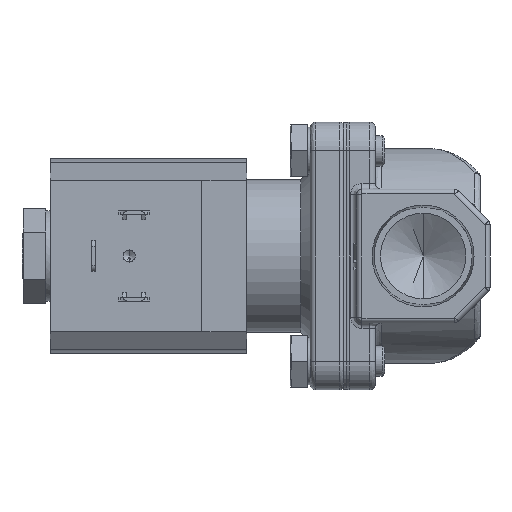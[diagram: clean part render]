
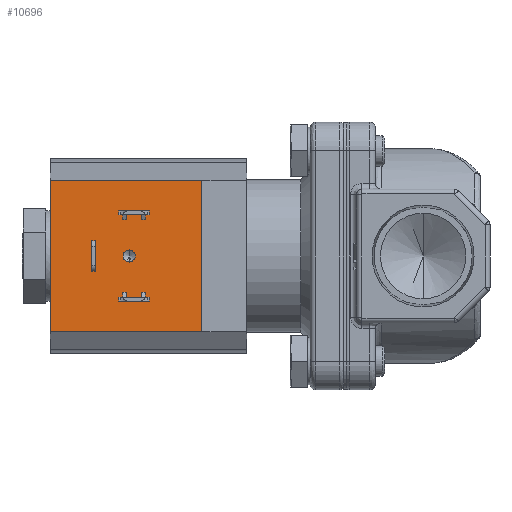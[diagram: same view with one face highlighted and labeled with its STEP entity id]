
A CAD part, left-side view. The second image highlights one B-rep face of the part: STEP entity #10696.
In plain terms, the highlighted planar face has unit normal (-1, 0, 0).
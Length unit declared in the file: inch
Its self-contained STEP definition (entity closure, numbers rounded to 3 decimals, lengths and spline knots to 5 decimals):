
#27 = VECTOR ( 'NONE', #2458, 39.37008 ) ;
#91 = LINE ( 'NONE', #16367, #13092 ) ;
#211 = FACE_BOUND ( 'NONE', #13842, .T. ) ;
#258 = EDGE_CURVE ( 'NONE', #3326, #1638, #15920, .T. ) ;
#265 = CARTESIAN_POINT ( 'NONE',  ( -0.982, 1.85, -0.339 ) ) ;
#454 = DIRECTION ( 'NONE',  ( 0., 0., 1. ) ) ;
#507 = CARTESIAN_POINT ( 'NONE',  ( -0.982, 1.6, 0.371 ) ) ;
#839 = VECTOR ( 'NONE', #3242, 39.37008 ) ;
#947 = CARTESIAN_POINT ( 'NONE',  ( -0.982, 1.7654, 0. ) ) ;
#1153 = VERTEX_POINT ( 'NONE', #507 ) ;
#1486 = AXIS2_PLACEMENT_3D ( 'NONE', #11938, #8252, #2728 ) ;
#1638 = VERTEX_POINT ( 'NONE', #8668 ) ;
#1815 = DIRECTION ( 'NONE',  ( 0., 0., 1. ) ) ;
#1863 = CARTESIAN_POINT ( 'NONE',  ( -0.982, 2.075, 0.1265 ) ) ;
#1867 = ORIENTED_EDGE ( 'NONE', *, *, #9134, .T. ) ;
#1928 = CARTESIAN_POINT ( 'NONE',  ( -0.982, 2.043, 0.1265 ) ) ;
#2171 = CARTESIAN_POINT ( 'NONE',  ( -0.982, 1.6, 0.339 ) ) ;
#2369 = DIRECTION ( 'NONE',  ( 0., 1., 0. ) ) ;
#2426 = EDGE_CURVE ( 'NONE', #6564, #10736, #11091, .T. ) ;
#2458 = DIRECTION ( 'NONE',  ( 0., 0., 1. ) ) ;
#2470 = DIRECTION ( 'NONE',  ( 0., 1., 0. ) ) ;
#2728 = DIRECTION ( 'NONE',  ( 0., 0., 1. ) ) ;
#2747 = CARTESIAN_POINT ( 'NONE',  ( -0.982, 1.85, -0.625 ) ) ;
#2803 = ORIENTED_EDGE ( 'NONE', *, *, #3377, .T. ) ;
#3023 = CARTESIAN_POINT ( 'NONE',  ( -0.982, 1.7654, -0.04975 ) ) ;
#3235 = VECTOR ( 'NONE', #12981, 39.37008 ) ;
#3242 = DIRECTION ( 'NONE',  ( 0., 0., -1. ) ) ;
#3245 = LINE ( 'NONE', #1863, #10775 ) ;
#3248 = EDGE_CURVE ( 'NONE', #3591, #6121, #3245, .T. ) ;
#3326 = VERTEX_POINT ( 'NONE', #14787 ) ;
#3377 = EDGE_CURVE ( 'NONE', #7568, #6121, #12275, .T. ) ;
#3553 = CARTESIAN_POINT ( 'NONE',  ( -0.982, 2.416, 0. ) ) ;
#3591 = VERTEX_POINT ( 'NONE', #1928 ) ;
#3890 = VERTEX_POINT ( 'NONE', #265 ) ;
#3976 = LINE ( 'NONE', #9206, #14346 ) ;
#4076 = VECTOR ( 'NONE', #5266, 39.37008 ) ;
#4224 = PLANE ( 'NONE',  #15202 ) ;
#4452 = DIRECTION ( 'NONE',  ( 0., -1., 0. ) ) ;
#4666 = CARTESIAN_POINT ( 'NONE',  ( -0.982, 1.85, -0.371 ) ) ;
#4735 = CARTESIAN_POINT ( 'NONE',  ( -0.982, 2.075, -0.625 ) ) ;
#4982 = CARTESIAN_POINT ( 'NONE',  ( -0.982, 2.075, -0.1265 ) ) ;
#5062 = CARTESIAN_POINT ( 'NONE',  ( -0.982, 2.416, 0.625 ) ) ;
#5260 = CARTESIAN_POINT ( 'NONE',  ( -0.982, 1.166, -0.339 ) ) ;
#5266 = DIRECTION ( 'NONE',  ( 0., 1., 0. ) ) ;
#5421 = ORIENTED_EDGE ( 'NONE', *, *, #10604, .T. ) ;
#5501 = FACE_BOUND ( 'NONE', #16046, .T. ) ;
#5522 = AXIS2_PLACEMENT_3D ( 'NONE', #947, #8970, #6240 ) ;
#5596 = CARTESIAN_POINT ( 'NONE',  ( -0.982, 1.6, -0.371 ) ) ;
#6121 = VERTEX_POINT ( 'NONE', #15304 ) ;
#6144 = EDGE_CURVE ( 'NONE', #10736, #15521, #6472, .T. ) ;
#6240 = DIRECTION ( 'NONE',  ( 0., 0., 1. ) ) ;
#6262 = VECTOR ( 'NONE', #2369, 39.37008 ) ;
#6329 = CARTESIAN_POINT ( 'NONE',  ( -0.982, 1.166, -0.625 ) ) ;
#6463 = ORIENTED_EDGE ( 'NONE', *, *, #9944, .T. ) ;
#6472 = LINE ( 'NONE', #16864, #4076 ) ;
#6542 = CARTESIAN_POINT ( 'NONE',  ( -0.982, 1.85, 0.371 ) ) ;
#6564 = VERTEX_POINT ( 'NONE', #11843 ) ;
#6602 = CARTESIAN_POINT ( 'NONE',  ( -0.982, 2.043, -0.1265 ) ) ;
#6680 = EDGE_CURVE ( 'NONE', #3326, #16938, #11071, .T. ) ;
#6798 = CARTESIAN_POINT ( 'NONE',  ( -0.982, 1.166, -0.625 ) ) ;
#6809 = VECTOR ( 'NONE', #15329, 39.37008 ) ;
#6881 = CARTESIAN_POINT ( 'NONE',  ( -0.982, 1.166, 0.625 ) ) ;
#7568 = VERTEX_POINT ( 'NONE', #10865 ) ;
#7666 = ORIENTED_EDGE ( 'NONE', *, *, #6680, .T. ) ;
#8111 = DIRECTION ( 'NONE',  ( 0., 0., -1. ) ) ;
#8119 = DIRECTION ( 'NONE',  ( 0., 1., 0. ) ) ;
#8252 = DIRECTION ( 'NONE',  ( 1., 0., 0. ) ) ;
#8357 = LINE ( 'NONE', #2747, #12008 ) ;
#8548 = EDGE_CURVE ( 'NONE', #9231, #9385, #9824, .T. ) ;
#8640 = EDGE_CURVE ( 'NONE', #3890, #6564, #13703, .T. ) ;
#8668 = CARTESIAN_POINT ( 'NONE',  ( -0.982, 2.416, -0.625 ) ) ;
#8838 = CARTESIAN_POINT ( 'NONE',  ( -0.982, 1.166, 0.339 ) ) ;
#8970 = DIRECTION ( 'NONE',  ( 1., 0., 0. ) ) ;
#9134 = EDGE_CURVE ( 'NONE', #13134, #7568, #11503, .T. ) ;
#9206 = CARTESIAN_POINT ( 'NONE',  ( -0.982, 2.043, -0.625 ) ) ;
#9231 = VERTEX_POINT ( 'NONE', #11358 ) ;
#9385 = VERTEX_POINT ( 'NONE', #6542 ) ;
#9511 = VECTOR ( 'NONE', #4452, 39.37008 ) ;
#9762 = CARTESIAN_POINT ( 'NONE',  ( -0.982, 1.166, -0.625 ) ) ;
#9781 = CARTESIAN_POINT ( 'NONE',  ( -0.982, 1.6, -0.625 ) ) ;
#9823 = ORIENTED_EDGE ( 'NONE', *, *, #3248, .F. ) ;
#9824 = LINE ( 'NONE', #12492, #13399 ) ;
#9910 = CIRCLE ( 'NONE', #5522, 0.04975 ) ;
#9944 = EDGE_CURVE ( 'NONE', #9385, #1153, #16563, .T. ) ;
#9996 = VERTEX_POINT ( 'NONE', #2171 ) ;
#10118 = VECTOR ( 'NONE', #454, 39.37008 ) ;
#10156 = ORIENTED_EDGE ( 'NONE', *, *, #8548, .T. ) ;
#10190 = EDGE_CURVE ( 'NONE', #1153, #9996, #91, .T. ) ;
#10196 = LINE ( 'NONE', #8838, #13757 ) ;
#10227 = ORIENTED_EDGE ( 'NONE', *, *, #258, .F. ) ;
#10256 = LINE ( 'NONE', #3553, #6809 ) ;
#10604 = EDGE_CURVE ( 'NONE', #16938, #13114, #11520, .T. ) ;
#10696 = ADVANCED_FACE ( 'NONE', ( #5501, #211, #13316, #10740, #15981 ), #4224, .T. ) ;
#10736 = VERTEX_POINT ( 'NONE', #5596 ) ;
#10740 = FACE_BOUND ( 'NONE', #14610, .T. ) ;
#10775 = VECTOR ( 'NONE', #16244, 39.37008 ) ;
#10865 = CARTESIAN_POINT ( 'NONE',  ( -0.982, 2.075, -0.1265 ) ) ;
#10870 = CARTESIAN_POINT ( 'NONE',  ( -0.982, 1.7654, 0.04975 ) ) ;
#10920 = DIRECTION ( 'NONE',  ( 0., 0., 1. ) ) ;
#11071 = LINE ( 'NONE', #9762, #10118 ) ;
#11091 = LINE ( 'NONE', #9781, #839 ) ;
#11297 = ORIENTED_EDGE ( 'NONE', *, *, #10190, .T. ) ;
#11358 = CARTESIAN_POINT ( 'NONE',  ( -0.982, 1.85, 0.339 ) ) ;
#11490 = ORIENTED_EDGE ( 'NONE', *, *, #16311, .T. ) ;
#11503 = LINE ( 'NONE', #4982, #6262 ) ;
#11520 = LINE ( 'NONE', #14260, #14651 ) ;
#11598 = EDGE_CURVE ( 'NONE', #15521, #3890, #8357, .T. ) ;
#11843 = CARTESIAN_POINT ( 'NONE',  ( -0.982, 1.6, -0.339 ) ) ;
#11938 = CARTESIAN_POINT ( 'NONE',  ( -0.982, 1.7654, 0. ) ) ;
#12008 = VECTOR ( 'NONE', #10920, 39.37008 ) ;
#12022 = DIRECTION ( 'NONE',  ( 0., 0., 1. ) ) ;
#12275 = LINE ( 'NONE', #4735, #27 ) ;
#12313 = DIRECTION ( 'NONE',  ( 0., 0., -1. ) ) ;
#12492 = CARTESIAN_POINT ( 'NONE',  ( -0.982, 1.85, -0.625 ) ) ;
#12505 = CARTESIAN_POINT ( 'NONE',  ( -0.982, 1.166, 0.371 ) ) ;
#12668 = VECTOR ( 'NONE', #8119, 39.37008 ) ;
#12886 = ORIENTED_EDGE ( 'NONE', *, *, #2426, .T. ) ;
#12981 = DIRECTION ( 'NONE',  ( 0., -1., 0. ) ) ;
#13092 = VECTOR ( 'NONE', #12313, 39.37008 ) ;
#13114 = VERTEX_POINT ( 'NONE', #5062 ) ;
#13134 = VERTEX_POINT ( 'NONE', #6602 ) ;
#13316 = FACE_OUTER_BOUND ( 'NONE', #14341, .T. ) ;
#13322 = CIRCLE ( 'NONE', #1486, 0.04975 ) ;
#13399 = VECTOR ( 'NONE', #1815, 39.37008 ) ;
#13443 = ORIENTED_EDGE ( 'NONE', *, *, #6144, .T. ) ;
#13506 = DIRECTION ( 'NONE',  ( 0., 1., 0. ) ) ;
#13703 = LINE ( 'NONE', #5260, #3235 ) ;
#13717 = EDGE_LOOP ( 'NONE', ( #11490, #14859 ) ) ;
#13757 = VECTOR ( 'NONE', #13506, 39.37008 ) ;
#13770 = EDGE_CURVE ( 'NONE', #3591, #13134, #3976, .T. ) ;
#13842 = EDGE_LOOP ( 'NONE', ( #2803, #9823, #14045, #1867 ) ) ;
#13925 = VERTEX_POINT ( 'NONE', #10870 ) ;
#14045 = ORIENTED_EDGE ( 'NONE', *, *, #13770, .T. ) ;
#14260 = CARTESIAN_POINT ( 'NONE',  ( -0.982, 1.166, 0.625 ) ) ;
#14341 = EDGE_LOOP ( 'NONE', ( #7666, #5421, #15747, #10227 ) ) ;
#14346 = VECTOR ( 'NONE', #8111, 39.37008 ) ;
#14427 = ORIENTED_EDGE ( 'NONE', *, *, #8640, .T. ) ;
#14610 = EDGE_LOOP ( 'NONE', ( #10156, #6463, #11297, #15890 ) ) ;
#14651 = VECTOR ( 'NONE', #2470, 39.37008 ) ;
#14688 = DIRECTION ( 'NONE',  ( -1., 0., 0. ) ) ;
#14787 = CARTESIAN_POINT ( 'NONE',  ( -0.982, 1.166, -0.625 ) ) ;
#14859 = ORIENTED_EDGE ( 'NONE', *, *, #16969, .T. ) ;
#15124 = EDGE_CURVE ( 'NONE', #1638, #13114, #10256, .T. ) ;
#15202 = AXIS2_PLACEMENT_3D ( 'NONE', #6798, #14688, #12022 ) ;
#15304 = CARTESIAN_POINT ( 'NONE',  ( -0.982, 2.075, 0.1265 ) ) ;
#15329 = DIRECTION ( 'NONE',  ( 0., 0., 1. ) ) ;
#15521 = VERTEX_POINT ( 'NONE', #4666 ) ;
#15747 = ORIENTED_EDGE ( 'NONE', *, *, #15124, .F. ) ;
#15780 = EDGE_CURVE ( 'NONE', #9996, #9231, #10196, .T. ) ;
#15890 = ORIENTED_EDGE ( 'NONE', *, *, #15780, .T. ) ;
#15920 = LINE ( 'NONE', #6329, #12668 ) ;
#15981 = FACE_BOUND ( 'NONE', #13717, .T. ) ;
#16046 = EDGE_LOOP ( 'NONE', ( #16596, #14427, #12886, #13443 ) ) ;
#16244 = DIRECTION ( 'NONE',  ( 0., 1., 0. ) ) ;
#16311 = EDGE_CURVE ( 'NONE', #13925, #16350, #9910, .T. ) ;
#16350 = VERTEX_POINT ( 'NONE', #3023 ) ;
#16367 = CARTESIAN_POINT ( 'NONE',  ( -0.982, 1.6, -0.625 ) ) ;
#16563 = LINE ( 'NONE', #12505, #9511 ) ;
#16596 = ORIENTED_EDGE ( 'NONE', *, *, #11598, .T. ) ;
#16864 = CARTESIAN_POINT ( 'NONE',  ( -0.982, 1.166, -0.371 ) ) ;
#16938 = VERTEX_POINT ( 'NONE', #6881 ) ;
#16969 = EDGE_CURVE ( 'NONE', #16350, #13925, #13322, .T. ) ;
